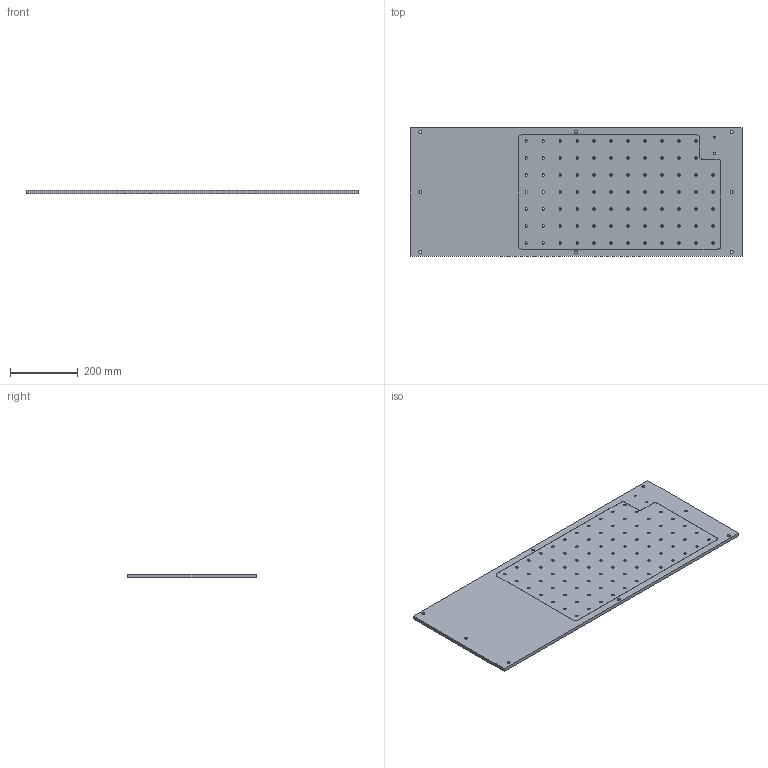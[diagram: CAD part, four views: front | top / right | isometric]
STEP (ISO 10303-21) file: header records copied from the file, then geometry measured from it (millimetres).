
FILE_DESCRIPTION(/* description */ (''),/* implementation_level */ '2;1');
FILE_NAME(/* name */ 'machineBed v8.step',/* time_stamp */ '2024-05-17T13:20:14+01:00',/* author */ (''),/* organization */ (''),/* preprocessor_version */ 'ST-DEVELOPER v20',/* originating_system */ 'Autodesk Translation Framework v12.20.1.177',/* authorisation */ '');
FILE_SCHEMA (('AUTOMOTIVE_DESIGN { 1 0 10303 214 3 1 1 }'));
Length unit declared in the file: millimetre
Products named in the file (2): machineBed; Component1
Assembly tree (1 placements, depth 2):
  machineBed
    Component1
Bounding box: 978 x 379 x 10 mm (x, y, z)
Volume: 3573294.5 mm3; surface area: 781685 mm2
Topology: 1 solids, 1 shells, 111 faces, 324 edges, 216 vertices
Faces by surface type: cylinder 98, plane 13
Full cylindrical faces by diameter (mm): 5 x2, 7 x82, 9 x8
Entity records: 4243 total; most frequent: DIRECTION 748, CARTESIAN_POINT 654, ORIENTED_EDGE 648, EDGE_CURVE 324, AXIS2_PLACEMENT_3D 310, EDGE_LOOP 296, VERTEX_POINT 216, CIRCLE 196
